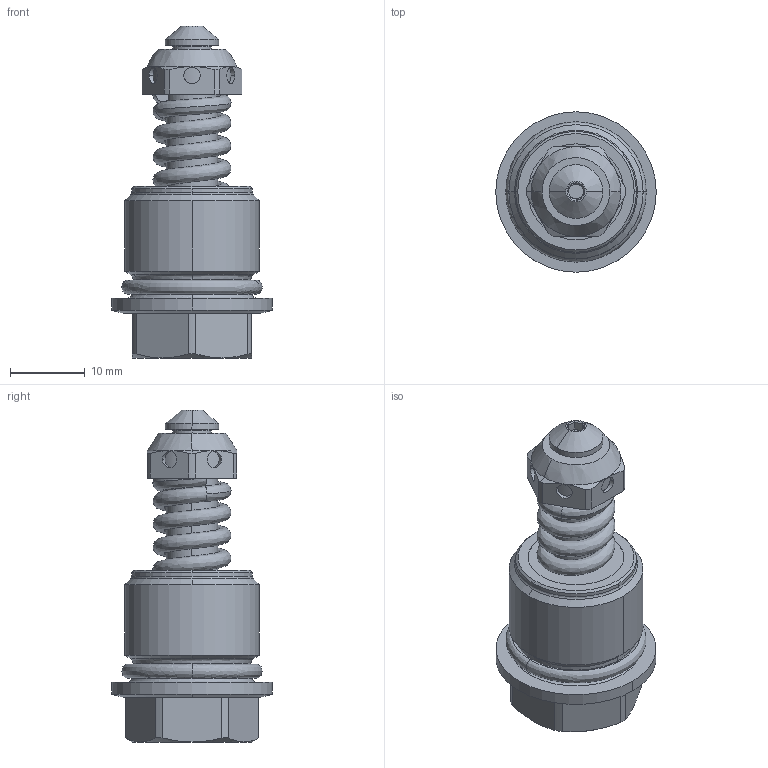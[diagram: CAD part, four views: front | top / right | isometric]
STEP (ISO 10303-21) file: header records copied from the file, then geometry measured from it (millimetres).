
FILE_DESCRIPTION (( 'STEP AP214' ), '1' );
FILE_NAME ('K041.795-800.STEP', '2017-04-05T12:31:08', ( 'user' ), ( '' ), 'SwSTEP 2.0', 'SolidWorks 2016', '' );
FILE_SCHEMA (( 'AUTOMOTIVE_DESIGN' ));
Length unit declared in the file: millimetre
Products named in the file (1): K041.795-800
Bounding box: 21.5 x 21.5 x 44.5 mm (x, y, z)
Volume: 7254.2 mm3; surface area: 3449.4 mm2
Topology: 2 solids, 2 shells, 139 faces, 337 edges, 214 vertices
Faces by surface type: cylinder 61, plane 35, cone 28, bspline 15
Entity records: 5553 total; most frequent: CARTESIAN_POINT 2378, ORIENTED_EDGE 674, DIRECTION 643, EDGE_CURVE 337, AXIS2_PLACEMENT_3D 265, VERTEX_POINT 214, EDGE_LOOP 153, CIRCLE 140
